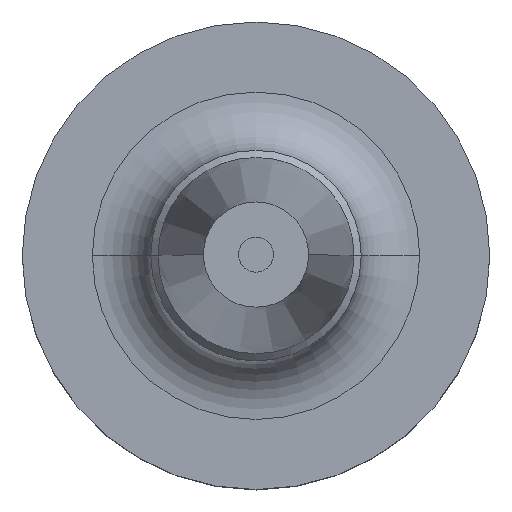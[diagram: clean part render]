
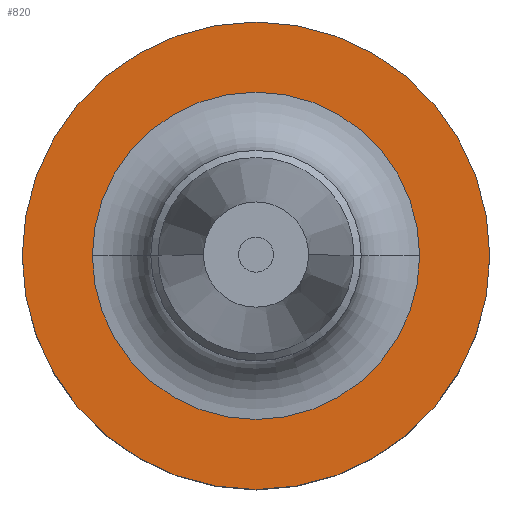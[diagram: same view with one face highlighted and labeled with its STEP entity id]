
A CAD part, top view. The second image highlights one B-rep face of the part: STEP entity #820.
In plain terms, the highlighted planar face has unit normal (0, 0, 1).
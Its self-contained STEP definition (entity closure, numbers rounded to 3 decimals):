
#98 = EDGE_CURVE ( 'NONE', #209, #325, #252, .T. ) ;
#135 = CIRCLE ( 'NONE', #925, 14. ) ;
#183 = EDGE_CURVE ( 'NONE', #608, #455, #723, .T. ) ;
#185 = CARTESIAN_POINT ( 'NONE',  ( 0., 0., 20. ) ) ;
#209 = VERTEX_POINT ( 'NONE', #1002 ) ;
#213 = CARTESIAN_POINT ( 'NONE',  ( 0., 0., 20. ) ) ;
#252 = CIRCLE ( 'NONE', #522, 14. ) ;
#289 = ORIENTED_EDGE ( 'NONE', *, *, #183, .F. ) ;
#318 = DIRECTION ( 'NONE',  ( 0., 0., -1. ) ) ;
#325 = VERTEX_POINT ( 'NONE', #441 ) ;
#326 = PLANE ( 'NONE',  #1024 ) ;
#372 = CARTESIAN_POINT ( 'NONE',  ( -20., 0., 20. ) ) ;
#441 = CARTESIAN_POINT ( 'NONE',  ( 14., 0., 20. ) ) ;
#455 = VERTEX_POINT ( 'NONE', #1183 ) ;
#484 = DIRECTION ( 'NONE',  ( -1., 0., 0. ) ) ;
#495 = DIRECTION ( 'NONE',  ( -1., 0., 0. ) ) ;
#522 = AXIS2_PLACEMENT_3D ( 'NONE', #185, #982, #484 ) ;
#527 = AXIS2_PLACEMENT_3D ( 'NONE', #213, #318, #793 ) ;
#540 = CIRCLE ( 'NONE', #527, 20. ) ;
#578 = CARTESIAN_POINT ( 'NONE',  ( 0., 0., 20. ) ) ;
#608 = VERTEX_POINT ( 'NONE', #372 ) ;
#688 = EDGE_CURVE ( 'NONE', #455, #608, #540, .T. ) ;
#714 = DIRECTION ( 'NONE',  ( 0., 0., -1. ) ) ;
#723 = CIRCLE ( 'NONE', #1087, 20. ) ;
#748 = ORIENTED_EDGE ( 'NONE', *, *, #98, .T. ) ;
#793 = DIRECTION ( 'NONE',  ( -1., 0., 0. ) ) ;
#801 = CARTESIAN_POINT ( 'NONE',  ( 0., 20., 20. ) ) ;
#813 = EDGE_LOOP ( 'NONE', ( #289, #814 ) ) ;
#814 = ORIENTED_EDGE ( 'NONE', *, *, #688, .F. ) ;
#820 = ADVANCED_FACE ( 'NONE', ( #995, #1146 ), #326, .F. ) ;
#836 = EDGE_CURVE ( 'NONE', #325, #209, #135, .T. ) ;
#899 = DIRECTION ( 'NONE',  ( -1., 0., 0. ) ) ;
#925 = AXIS2_PLACEMENT_3D ( 'NONE', #1066, #1072, #495 ) ;
#982 = DIRECTION ( 'NONE',  ( 0., 0., -1. ) ) ;
#995 = FACE_BOUND ( 'NONE', #1017, .T. ) ;
#999 = DIRECTION ( 'NONE',  ( 0., 0., -1. ) ) ;
#1002 = CARTESIAN_POINT ( 'NONE',  ( -14., 0., 20. ) ) ;
#1017 = EDGE_LOOP ( 'NONE', ( #748, #1238 ) ) ;
#1024 = AXIS2_PLACEMENT_3D ( 'NONE', #801, #999, #899 ) ;
#1066 = CARTESIAN_POINT ( 'NONE',  ( 0., 0., 20. ) ) ;
#1072 = DIRECTION ( 'NONE',  ( 0., 0., -1. ) ) ;
#1087 = AXIS2_PLACEMENT_3D ( 'NONE', #578, #714, #1177 ) ;
#1146 = FACE_OUTER_BOUND ( 'NONE', #813, .T. ) ;
#1177 = DIRECTION ( 'NONE',  ( -1., 0., 0. ) ) ;
#1183 = CARTESIAN_POINT ( 'NONE',  ( 20., 0., 20. ) ) ;
#1238 = ORIENTED_EDGE ( 'NONE', *, *, #836, .T. ) ;
